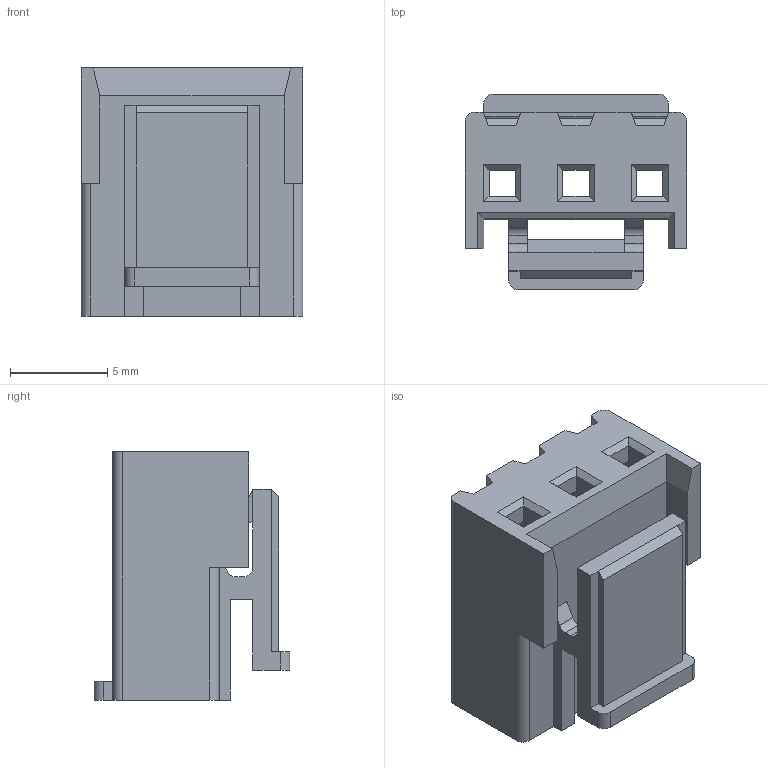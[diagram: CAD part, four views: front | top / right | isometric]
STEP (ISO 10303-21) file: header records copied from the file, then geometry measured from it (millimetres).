
FILE_DESCRIPTION( ('This file contains a STEP AP42 implementation' ,'as created by ZW3D STEP Interface translator.') ,'2;1' );
FILE_NAME( 'WF3963-HXXW01.stp' ,'231017.164357', (''), ('ZWCAD Software Co.'), 'Version 1.0', 'ZW3D to STEP translator', '' );
FILE_SCHEMA(('AUTOMOTIVE_DESIGN { 1 0 10303 214 1 1 1 1 }'));
Length unit declared in the file: millimetre
Products named in the file (2): 0; WF3963-H03W01
Bounding box: 11.42 x 10.09 x 12.78 mm (x, y, z)
Volume: 444.5 mm3; surface area: 1319 mm2
Topology: 1 solids, 1 shells, 162 faces, 464 edges, 301 vertices
Faces by surface type: plane 148, cylinder 12, bspline 2
Entity records: 5431 total; most frequent: CARTESIAN_POINT 960, ORIENTED_EDGE 934, DIRECTION 809, EDGE_CURVE 467, VECTOR 439, LINE 439, VERTEX_POINT 304, AXIS2_PLACEMENT_3D 185
